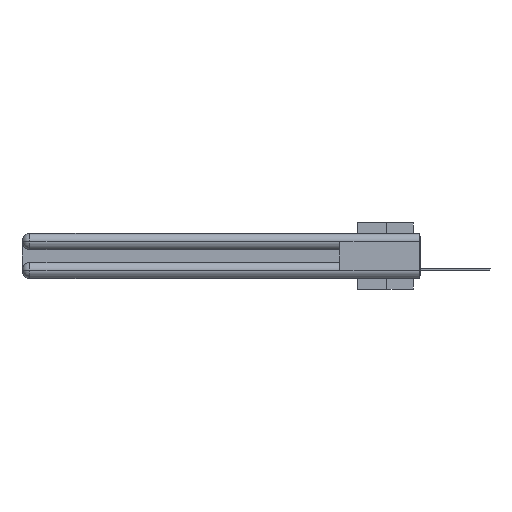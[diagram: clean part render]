
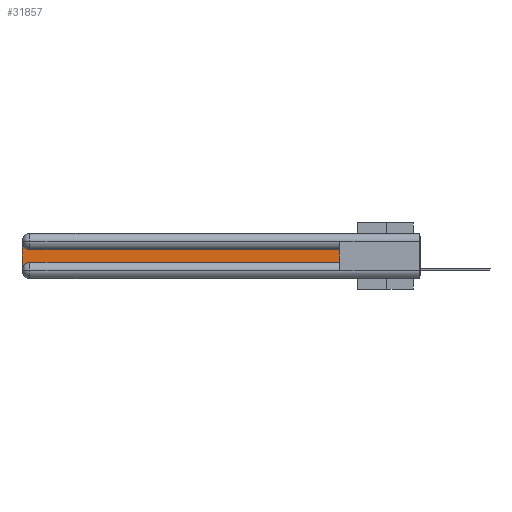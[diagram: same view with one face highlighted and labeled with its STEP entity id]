
A CAD part, left-side view. The second image highlights one B-rep face of the part: STEP entity #31857.
In plain terms, the highlighted planar face has unit normal (-1, 0, 0).
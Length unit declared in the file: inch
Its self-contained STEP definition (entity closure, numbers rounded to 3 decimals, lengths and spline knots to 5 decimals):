
#434 = VERTEX_POINT ( 'NONE', #21706 ) ;
#2882 = CARTESIAN_POINT ( 'NONE',  ( 0.075, 3., -0.2175 ) ) ;
#3318 = VERTEX_POINT ( 'NONE', #35341 ) ;
#5409 = AXIS2_PLACEMENT_3D ( 'NONE', #17870, #38553, #33062 ) ;
#6635 = DIRECTION ( 'NONE',  ( 0., 0., -1. ) ) ;
#6660 = EDGE_CURVE ( 'NONE', #36083, #15021, #17747, .T. ) ;
#7239 = ORIENTED_EDGE ( 'NONE', *, *, #15300, .T. ) ;
#7379 = EDGE_CURVE ( 'NONE', #3318, #434, #38536, .T. ) ;
#8392 = CARTESIAN_POINT ( 'NONE',  ( 0.075, 0.6, -0.2175 ) ) ;
#9901 = ORIENTED_EDGE ( 'NONE', *, *, #7379, .T. ) ;
#11789 = EDGE_CURVE ( 'NONE', #434, #36083, #35870, .T. ) ;
#11916 = LINE ( 'NONE', #8392, #26048 ) ;
#12158 = CARTESIAN_POINT ( 'NONE',  ( 0.075, 2.94, -0.2175 ) ) ;
#13297 = FACE_OUTER_BOUND ( 'NONE', #17910, .T. ) ;
#14801 = DIRECTION ( 'NONE',  ( 0., 0., -1. ) ) ;
#15021 = VERTEX_POINT ( 'NONE', #17892 ) ;
#15300 = EDGE_CURVE ( 'NONE', #23054, #15873, #11916, .T. ) ;
#15411 = CIRCLE ( 'NONE', #5409, 0.06 ) ;
#15848 = DIRECTION ( 'NONE',  ( 1., 0., 0. ) ) ;
#15873 = VERTEX_POINT ( 'NONE', #23528 ) ;
#17566 = VECTOR ( 'NONE', #14801, 39.37008 ) ;
#17747 = LINE ( 'NONE', #2882, #17566 ) ;
#17870 = CARTESIAN_POINT ( 'NONE',  ( 0.075, 2.94, -0.2775 ) ) ;
#17892 = CARTESIAN_POINT ( 'NONE',  ( 0.075, 3., -0.2775 ) ) ;
#17910 = EDGE_LOOP ( 'NONE', ( #9901, #18741, #19359, #34845, #7239, #27542 ) ) ;
#18741 = ORIENTED_EDGE ( 'NONE', *, *, #11789, .T. ) ;
#19359 = ORIENTED_EDGE ( 'NONE', *, *, #6660, .T. ) ;
#20027 = DIRECTION ( 'NONE',  ( 1., 0., 0. ) ) ;
#20763 = DIRECTION ( 'NONE',  ( 0., 1., 0. ) ) ;
#21253 = VECTOR ( 'NONE', #20763, 39.37008 ) ;
#21706 = CARTESIAN_POINT ( 'NONE',  ( 0.075, 2.94, -0.1225 ) ) ;
#22570 = CARTESIAN_POINT ( 'NONE',  ( 0.075, 2.94, -0.0625 ) ) ;
#23054 = VERTEX_POINT ( 'NONE', #12158 ) ;
#23528 = CARTESIAN_POINT ( 'NONE',  ( 0.075, 0.6, -0.2175 ) ) ;
#24442 = PLANE ( 'NONE',  #32202 ) ;
#24832 = LINE ( 'NONE', #37309, #35646 ) ;
#25017 = CARTESIAN_POINT ( 'NONE',  ( 0.075, 3., -0.1225 ) ) ;
#26048 = VECTOR ( 'NONE', #32611, 39.37008 ) ;
#26819 = CARTESIAN_POINT ( 'NONE',  ( 0.075, 0.6, -0.1225 ) ) ;
#27542 = ORIENTED_EDGE ( 'NONE', *, *, #29185, .T. ) ;
#28816 = DIRECTION ( 'NONE',  ( 0., 0., -1. ) ) ;
#29185 = EDGE_CURVE ( 'NONE', #15873, #3318, #24832, .T. ) ;
#30676 = CARTESIAN_POINT ( 'NONE',  ( 0.075, 3., -0.0625 ) ) ;
#31857 = ADVANCED_FACE ( 'NONE', ( #13297 ), #24442, .F. ) ;
#32202 = AXIS2_PLACEMENT_3D ( 'NONE', #25017, #15848, #6635 ) ;
#32431 = EDGE_CURVE ( 'NONE', #15021, #23054, #15411, .T. ) ;
#32611 = DIRECTION ( 'NONE',  ( 0., -1., 0. ) ) ;
#33062 = DIRECTION ( 'NONE',  ( 0., 0., -1. ) ) ;
#34845 = ORIENTED_EDGE ( 'NONE', *, *, #32431, .T. ) ;
#35341 = CARTESIAN_POINT ( 'NONE',  ( 0.075, 0.6, -0.1225 ) ) ;
#35646 = VECTOR ( 'NONE', #36728, 39.37008 ) ;
#35870 = CIRCLE ( 'NONE', #37124, 0.06 ) ;
#36083 = VERTEX_POINT ( 'NONE', #30676 ) ;
#36728 = DIRECTION ( 'NONE',  ( 0., 0., 1. ) ) ;
#37124 = AXIS2_PLACEMENT_3D ( 'NONE', #22570, #20027, #28816 ) ;
#37309 = CARTESIAN_POINT ( 'NONE',  ( 0.075, 0.6, -0.2175 ) ) ;
#38536 = LINE ( 'NONE', #26819, #21253 ) ;
#38553 = DIRECTION ( 'NONE',  ( 1., 0., 0. ) ) ;
